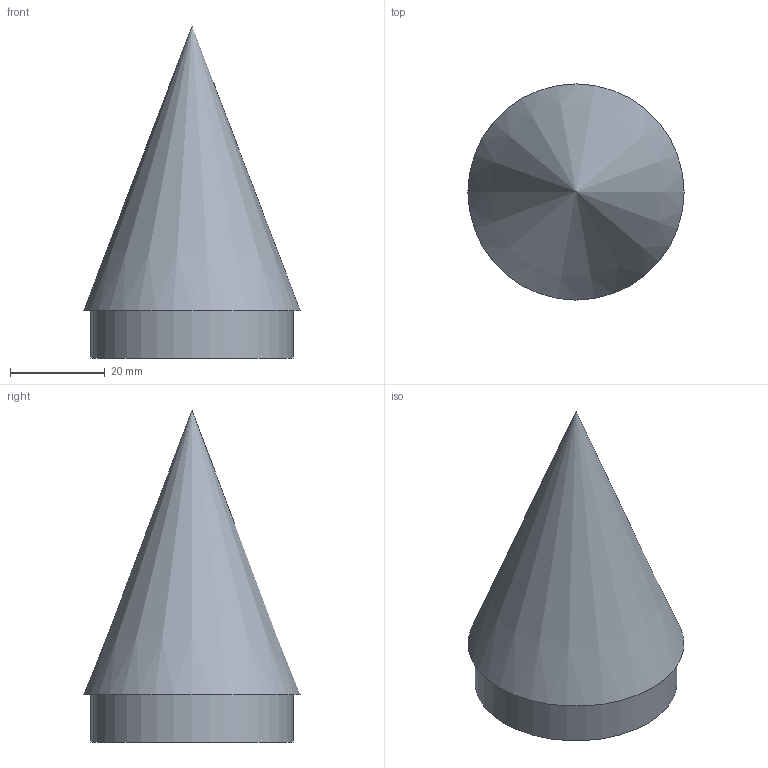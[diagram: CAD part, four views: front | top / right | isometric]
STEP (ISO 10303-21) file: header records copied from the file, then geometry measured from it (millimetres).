
FILE_DESCRIPTION(/* description */ (''),/* implementation_level */ '2;1');
FILE_NAME(/* name */ 'NoseCone_Phase_1.step',/* time_stamp */ '2025-12-19T12:28:37+05:30',/* author */ (''),/* organization */ (''),/* preprocessor_version */ 'ST-DEVELOPER v20.1',/* originating_system */ 'Autodesk Translation Framework v14.21.0.0',/* authorisation */ '');
FILE_SCHEMA (('AUTOMOTIVE_DESIGN { 1 0 10303 214 3 1 1 }'));
Length unit declared in the file: millimetre
Products named in the file (2): rocket v4; NoseCone
Assembly tree (1 placements, depth 2):
  rocket v4
    NoseCone
Bounding box: 45.6 x 45.6 x 70 mm (x, y, z)
Volume: 44985.3 mm3; surface area: 8261.2 mm2
Topology: 1 solids, 1 shells, 34 faces, 97 edges, 62 vertices
Faces by surface type: cylinder 17, plane 11, torus 4, sphere 1, cone 1
Full cylindrical faces by diameter (mm): 42.6 x1
Entity records: 1333 total; most frequent: CARTESIAN_POINT 410, ORIENTED_EDGE 190, DIRECTION 178, EDGE_CURVE 95, AXIS2_PLACEMENT_3D 70, VERTEX_POINT 62, EDGE_LOOP 39, LINE 38
